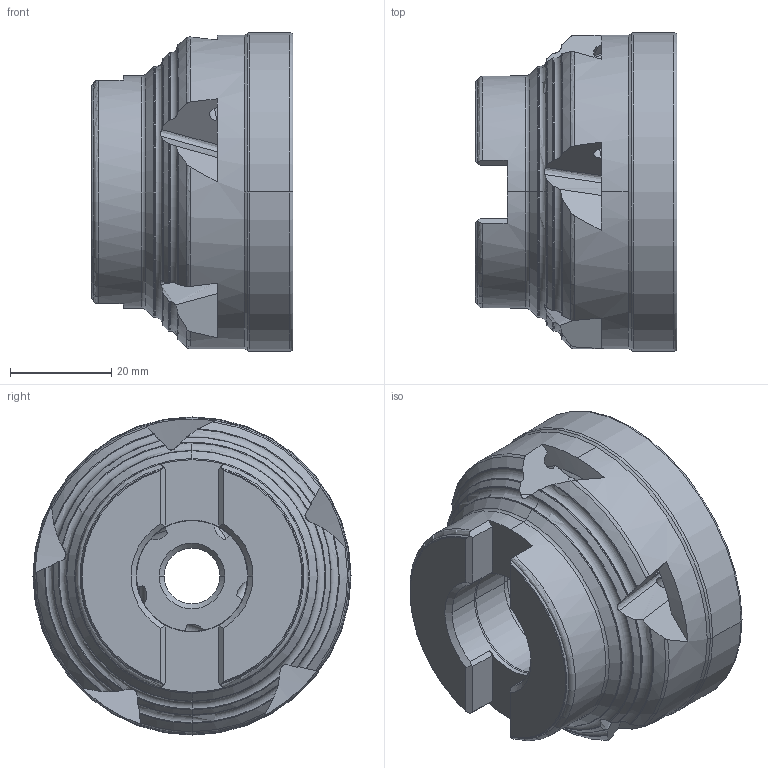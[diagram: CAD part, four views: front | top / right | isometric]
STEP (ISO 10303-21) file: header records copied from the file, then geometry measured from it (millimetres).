
FILE_DESCRIPTION (( 'STEP AP214' ), '1' );
FILE_NAME ('90PP-063-853-5.STEP', '2011-12-12T09:14:28', ( '' ), ( '' ), 'SwSTEP 2.0', 'SolidWorks 2011', '' );
FILE_SCHEMA (( 'AUTOMOTIVE_DESIGN' ));
Length unit declared in the file: millimetre
Products named in the file (1): 90PP-063-853-5
Bounding box: 40 x 63 x 63 mm (x, y, z)
Volume: 77585.9 mm3; surface area: 18561 mm2
Topology: 1 solids, 1 shells, 304 faces, 871 edges, 551 vertices
Faces by surface type: cylinder 91, plane 89, torus 74, cone 40, bspline 10
Entity records: 10685 total; most frequent: CARTESIAN_POINT 3197, ORIENTED_EDGE 1742, DIRECTION 1406, EDGE_CURVE 871, AXIS2_PLACEMENT_3D 555, VERTEX_POINT 551, EDGE_LOOP 308, ADVANCED_FACE 304
